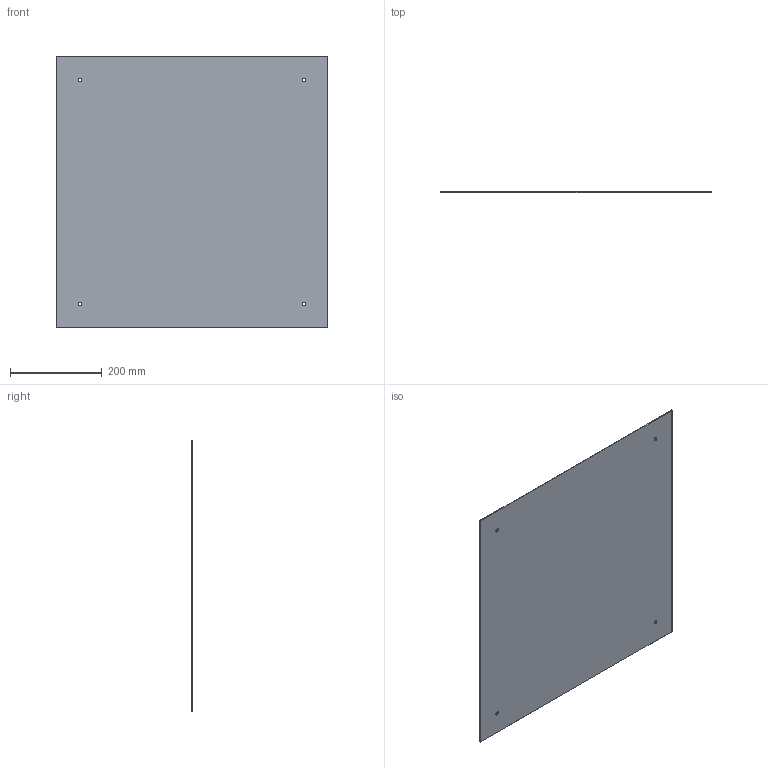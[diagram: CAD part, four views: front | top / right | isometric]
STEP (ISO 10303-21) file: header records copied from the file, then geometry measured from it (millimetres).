
FILE_DESCRIPTION (( 'STEP AP214' ), '1' );
FILE_NAME ('HGX-NPLATE47_3D.STEP', '2022-04-27T16:26:09', ( '' ), ( '' ), 'SwSTEP 2.0', 'SolidWorks 2021', '' );
FILE_SCHEMA (( 'AUTOMOTIVE_DESIGN' ));
Length unit declared in the file: inch
Products named in the file (2): Copy of PNLB2424AL-103^HGX-NPLATE47; HGX-NPLATE47_3D
Assembly tree (1 placements, depth 2):
  HGX-NPLATE47_3D
    Copy of PNLB2424AL-103^HGX-NPLATE47
Bounding box: 590.55 x 2.03 x 590.55 mm (x, y, z)
Volume: 708257.7 mm3; surface area: 702106.4 mm2
Topology: 1 solids, 1 shells, 18 faces, 48 edges, 32 vertices
Faces by surface type: cylinder 12, plane 6
Entity records: 666 total; most frequent: DIRECTION 116, CARTESIAN_POINT 102, ORIENTED_EDGE 96, EDGE_CURVE 48, AXIS2_PLACEMENT_3D 46, VERTEX_POINT 32, EDGE_LOOP 26, CIRCLE 24
